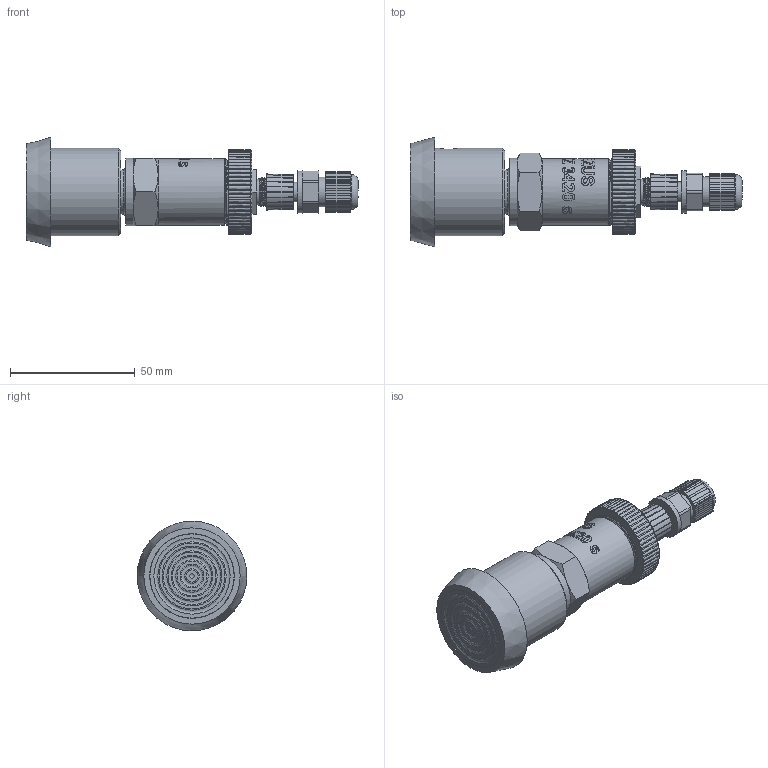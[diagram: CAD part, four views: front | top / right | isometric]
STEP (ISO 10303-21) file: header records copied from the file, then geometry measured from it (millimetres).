
FILE_DESCRIPTION(/* description */ (''),/* implementation_level */ '2;1');
FILE_NAME(/* name */ 'APZ3420s_TapperDN25_4.step',/* time_stamp */ '2021-07-08T14:08:57+03:00',/* author */ (''),/* organization */ (''),/* preprocessor_version */ 'ST-DEVELOPER v18.1',/* originating_system */ 'Autodesk Translation Framework v10.9.0.1377',/* authorisation */ '');
FILE_SCHEMA (('AUTOMOTIVE_DESIGN { 1 0 10303 214 3 1 1 }'));
Length unit declared in the file: millimetre
Products named in the file (7): АПЗ 3420S заполненная; OMAL nut M27x1.5; M12x1 male; Ш100.000.002; M12x1 female straight; G1\2EN; Tapper socket DN25 diaphragm 34 v2 (1)
Assembly tree (6 placements, depth 2):
  АПЗ 3420S заполненная
    OMAL nut M27x1.5
    M12x1 male
    Ш100.000.002
    M12x1 female straight
    G1\2EN
    Tapper socket DN25 diaphragm 34 v2 (1)
Bounding box: 133.22 x 44 x 44 mm (x, y, z)
Volume: 78057.2 mm3; surface area: 28882.5 mm2
Topology: 18 solids, 18 shells, 1017 faces, 2785 edges, 1860 vertices
Faces by surface type: bspline 499, plane 285, cylinder 162, cone 53, torus 17, sphere 1
Full cylindrical faces by diameter (mm): 1 x12, 1.5 x4, 2 x1, 3 x1, 3.3 x1, 5 x1, 6 x3, 7 x1, 7.3 x1, 8 x3, 8.2 x1, 10.293 x1, 10.6 x2, 10.741 x6, 11.884 x5, 12 x1, 14 x2, 14.137 x4, 14.526 x3, 15.85 x3, 16.203 x3, 16.7 x1, 17 x1, 17.5 x1, 18 x1, 18.631 x7, 20.955 x7, 21.4 x2, 22 x1, 22.3 x1
Entity records: 62382 total; most frequent: CARTESIAN_POINT 40331, ORIENTED_EDGE 5566, DIRECTION 2806, EDGE_CURVE 2783, VERTEX_POINT 1859, B_SPLINE_CURVE_WITH_KNOTS 1313, EDGE_LOOP 1092, LINE 1028
